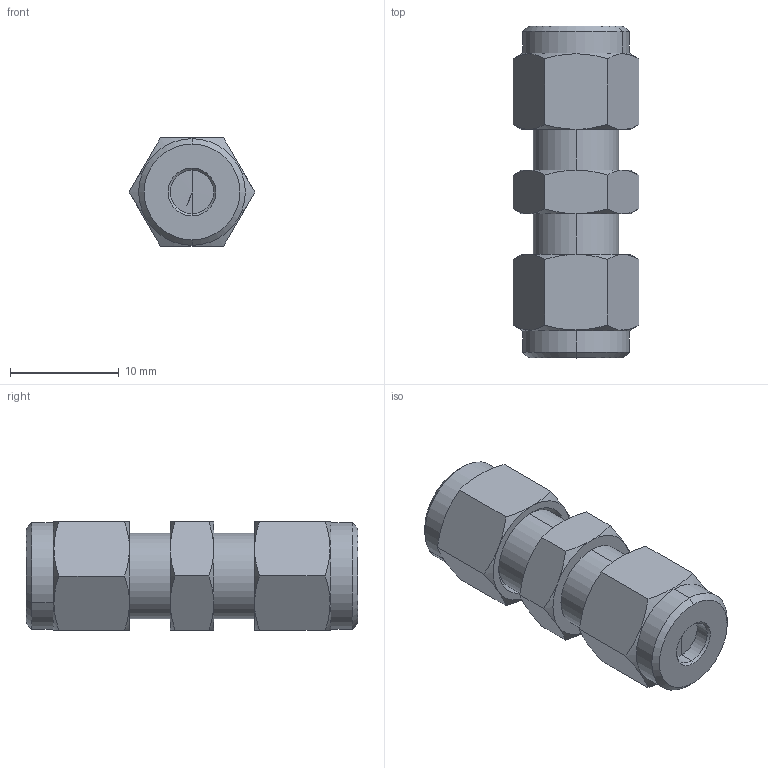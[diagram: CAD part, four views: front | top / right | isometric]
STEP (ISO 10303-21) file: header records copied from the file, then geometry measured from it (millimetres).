
FILE_DESCRIPTION (( 'STEP AP214' ), '1' );
FILE_NAME ('1046000001.step', '2013-02-25T17:15:05', ( '' ), ( '' ), 'SwSTEP 2.0', 'SolidWorks 2012', '' );
FILE_SCHEMA (( 'AUTOMOTIVE_DESIGN' ));
Length unit declared in the file: millimetre
Products named in the file (1): 1046000001
Bounding box: 11.55 x 30.5 x 10 mm (x, y, z)
Volume: 2247 mm3; surface area: 1301.4 mm2
Topology: 1 solids, 1 shells, 81 faces, 180 edges, 105 vertices
Faces by surface type: cone 44, plane 25, cylinder 12
Entity records: 3337 total; most frequent: CARTESIAN_POINT 717, ORIENTED_EDGE 356, DIRECTION 342, EDGE_CURVE 178, AXIS2_PLACEMENT_3D 146, VERTEX_POINT 105, EDGE_LOOP 87, UNCERTAINTY_MEASURE_WITH_UNIT 84
